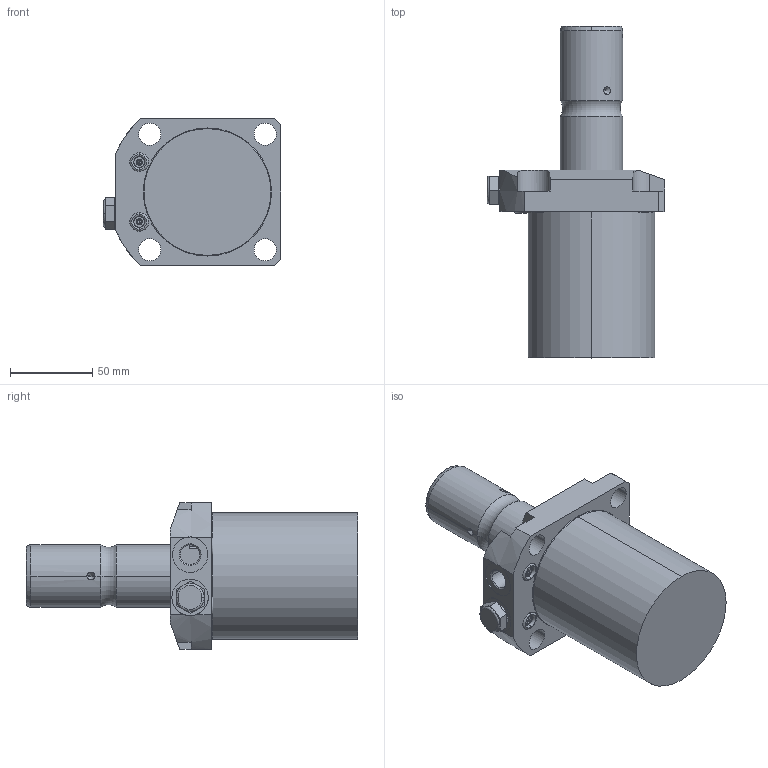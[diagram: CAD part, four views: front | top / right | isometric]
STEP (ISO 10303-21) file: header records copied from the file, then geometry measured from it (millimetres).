
FILE_DESCRIPTION((''),'2;1');
FILE_NAME('ILCM41463315','2018-10-03T',('ngp'),(''),'PRO/ENGINEER BY PARAMETRIC TECHNOLOGY CORPORATION, 2013320','PRO/ENGINEER BY PARAMETRIC TECHNOLOGY CORPORATION, 2013320','');
FILE_SCHEMA(('AUTOMOTIVE_DESIGN { 1 0 10303 214 1 1 1 1 }'));
Length unit declared in the file: millimetre
Products named in the file (1): ILCM41463315
Bounding box: 107.62 x 201.45 x 88.9 mm (x, y, z)
Volume: 694258.9 mm3; surface area: 61128.9 mm2
Topology: 3 solids, 3 shells, 143 faces, 353 edges, 217 vertices
Faces by surface type: plane 63, cylinder 48, torus 16, cone 16
Entity records: 4449 total; most frequent: CARTESIAN_POINT 872, DIRECTION 759, ORIENTED_EDGE 694, EDGE_CURVE 347, AXIS2_PLACEMENT_3D 293, VERTEX_POINT 217, VECTOR 173, LINE 173
